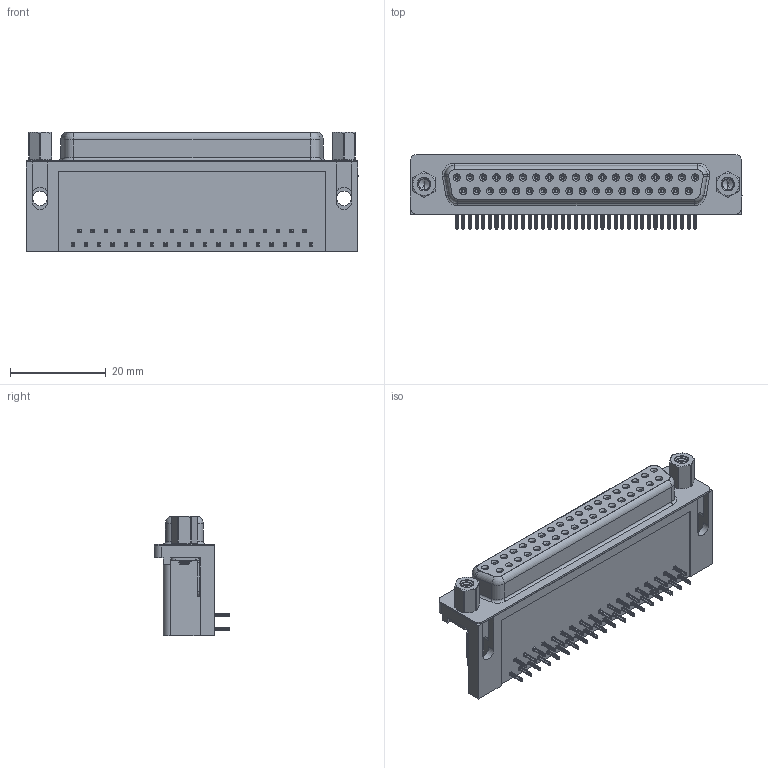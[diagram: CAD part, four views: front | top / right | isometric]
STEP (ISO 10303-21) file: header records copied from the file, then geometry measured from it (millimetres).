
FILE_DESCRIPTION (( 'STEP AP203' ), '1' );
FILE_NAME ('626-037-662-512.STEP', '2018-11-07T06:38:35', ( '' ), ( '' ), 'SwSTEP 2.0', 'SolidWorks 2016', '' );
FILE_SCHEMA (( 'CONFIG_CONTROL_DESIGN' ));
Length unit declared in the file: millimetre
Products named in the file (7): 626 Housing_37 Socket; 626 Shell_37 Socket; 626 Contact Bottom; 626 Contact Top; 626 Thru Hole Board Mount; 626 4-40 Hex Standoff 5; 626-037-662-512
Assembly tree (43 placements, depth 2):
  626-037-662-512
    626 Housing_37 Socket
    626 Shell_37 Socket
    626 Contact Bottom  x18
    626 Contact Top  x19
    626 Thru Hole Board Mount  x2
    626 4-40 Hex Standoff 5  x2
Bounding box: 69.4 x 15.73 x 24.96 mm (x, y, z)
Volume: 14839.4 mm3; surface area: 15486 mm2
Topology: 43 solids, 43 shells, 5598 faces, 14720 edges, 9230 vertices
Faces by surface type: plane 2508, cylinder 1332, bspline 1272, cone 464, torus 22
Entity records: 37915 total; most frequent: CARTESIAN_POINT 11830, ORIENTED_EDGE 5152, DIRECTION 4765, EDGE_CURVE 2576, LINE 1717, VECTOR 1717, VERTEX_POINT 1651, AXIS2_PLACEMENT_3D 1524
